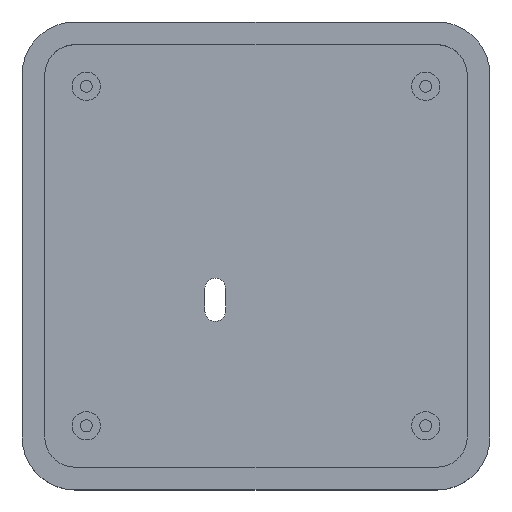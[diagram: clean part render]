
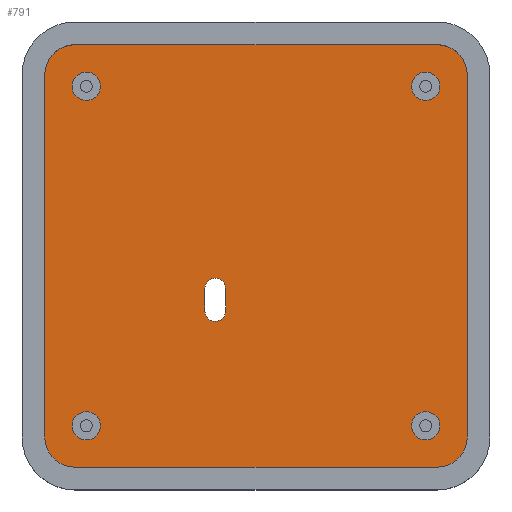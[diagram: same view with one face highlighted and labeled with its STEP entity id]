
A CAD part, top view. The second image highlights one B-rep face of the part: STEP entity #791.
In plain terms, the highlighted planar face has unit normal (0, 0, 1).
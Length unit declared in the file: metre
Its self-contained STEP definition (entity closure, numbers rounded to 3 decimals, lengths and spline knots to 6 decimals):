
#50=CIRCLE('',#870,0.001365);
#51=CIRCLE('',#871,0.001365);
#52=CIRCLE('',#872,0.004);
#53=CIRCLE('',#873,0.004);
#54=CIRCLE('',#874,0.004);
#55=CIRCLE('',#875,0.004);
#56=CIRCLE('',#876,0.001875);
#57=CIRCLE('',#877,0.001875);
#58=CIRCLE('',#878,0.001875);
#59=CIRCLE('',#879,0.001875);
#146=ORIENTED_EDGE('',*,*,#346,.T.);
#147=ORIENTED_EDGE('',*,*,#347,.T.);
#148=ORIENTED_EDGE('',*,*,#348,.T.);
#149=ORIENTED_EDGE('',*,*,#349,.T.);
#150=ORIENTED_EDGE('',*,*,#350,.T.);
#151=ORIENTED_EDGE('',*,*,#310,.F.);
#152=ORIENTED_EDGE('',*,*,#351,.T.);
#153=ORIENTED_EDGE('',*,*,#352,.F.);
#154=ORIENTED_EDGE('',*,*,#353,.T.);
#155=ORIENTED_EDGE('',*,*,#354,.T.);
#156=ORIENTED_EDGE('',*,*,#355,.T.);
#157=ORIENTED_EDGE('',*,*,#356,.T.);
#158=ORIENTED_EDGE('',*,*,#357,.F.);
#159=ORIENTED_EDGE('',*,*,#358,.F.);
#160=ORIENTED_EDGE('',*,*,#359,.F.);
#161=ORIENTED_EDGE('',*,*,#360,.F.);
#310=EDGE_CURVE('',#418,#419,#492,.T.);
#346=EDGE_CURVE('',#446,#447,#516,.F.);
#347=EDGE_CURVE('',#447,#448,#50,.F.);
#348=EDGE_CURVE('',#448,#449,#517,.T.);
#349=EDGE_CURVE('',#449,#446,#51,.F.);
#350=EDGE_CURVE('',#450,#419,#52,.T.);
#351=EDGE_CURVE('',#418,#451,#53,.T.);
#352=EDGE_CURVE('',#452,#451,#518,.T.);
#353=EDGE_CURVE('',#452,#453,#54,.T.);
#354=EDGE_CURVE('',#453,#454,#519,.T.);
#355=EDGE_CURVE('',#454,#455,#55,.T.);
#356=EDGE_CURVE('',#455,#450,#520,.T.);
#357=EDGE_CURVE('',#456,#456,#56,.T.);
#358=EDGE_CURVE('',#457,#457,#57,.T.);
#359=EDGE_CURVE('',#458,#458,#58,.T.);
#360=EDGE_CURVE('',#459,#459,#59,.T.);
#418=VERTEX_POINT('',#1228);
#419=VERTEX_POINT('',#1229);
#446=VERTEX_POINT('',#1301);
#447=VERTEX_POINT('',#1302);
#448=VERTEX_POINT('',#1304);
#449=VERTEX_POINT('',#1306);
#450=VERTEX_POINT('',#1309);
#451=VERTEX_POINT('',#1311);
#452=VERTEX_POINT('',#1313);
#453=VERTEX_POINT('',#1315);
#454=VERTEX_POINT('',#1317);
#455=VERTEX_POINT('',#1319);
#456=VERTEX_POINT('',#1322);
#457=VERTEX_POINT('',#1324);
#458=VERTEX_POINT('',#1326);
#459=VERTEX_POINT('',#1328);
#492=LINE('',#1227,#554);
#516=LINE('',#1300,#578);
#517=LINE('',#1305,#579);
#518=LINE('',#1312,#580);
#519=LINE('',#1316,#581);
#520=LINE('',#1320,#582);
#554=VECTOR('',#962,1.);
#578=VECTOR('',#1028,1.);
#579=VECTOR('',#1031,1.);
#580=VECTOR('',#1038,1.);
#581=VECTOR('',#1041,1.);
#582=VECTOR('',#1044,1.);
#621=EDGE_LOOP('',(#146,#147,#148,#149));
#622=EDGE_LOOP('',(#150,#151,#152,#153,#154,#155,#156,#157));
#623=EDGE_LOOP('',(#158));
#624=EDGE_LOOP('',(#159));
#625=EDGE_LOOP('',(#160));
#626=EDGE_LOOP('',(#161));
#695=FACE_BOUND('',#621,.T.);
#696=FACE_BOUND('',#622,.T.);
#697=FACE_BOUND('',#623,.T.);
#698=FACE_BOUND('',#624,.T.);
#699=FACE_BOUND('',#625,.T.);
#700=FACE_BOUND('',#626,.T.);
#760=PLANE('',#869);
#791=ADVANCED_FACE('',(#695,#696,#697,#698,#699,#700),#760,.T.);
#869=AXIS2_PLACEMENT_3D('',#1299,#1026,#1027);
#870=AXIS2_PLACEMENT_3D('',#1303,#1029,#1030);
#871=AXIS2_PLACEMENT_3D('',#1307,#1032,#1033);
#872=AXIS2_PLACEMENT_3D('',#1308,#1034,#1035);
#873=AXIS2_PLACEMENT_3D('',#1310,#1036,#1037);
#874=AXIS2_PLACEMENT_3D('',#1314,#1039,#1040);
#875=AXIS2_PLACEMENT_3D('',#1318,#1042,#1043);
#876=AXIS2_PLACEMENT_3D('',#1321,#1045,#1046);
#877=AXIS2_PLACEMENT_3D('',#1323,#1047,#1048);
#878=AXIS2_PLACEMENT_3D('',#1325,#1049,#1050);
#879=AXIS2_PLACEMENT_3D('',#1327,#1051,#1052);
#962=DIRECTION('',(-1.,0.,0.));
#1026=DIRECTION('',(0.,0.,1.));
#1027=DIRECTION('',(1.,0.,0.));
#1028=DIRECTION('',(0.,1.,0.));
#1029=DIRECTION('',(0.,0.,1.));
#1030=DIRECTION('',(1.,0.,0.));
#1031=DIRECTION('',(0.,1.,0.));
#1032=DIRECTION('',(0.,0.,1.));
#1033=DIRECTION('',(1.,0.,0.));
#1034=DIRECTION('',(0.,0.,1.));
#1035=DIRECTION('',(1.,0.,0.));
#1036=DIRECTION('',(0.,0.,1.));
#1037=DIRECTION('',(1.,0.,0.));
#1038=DIRECTION('',(0.,-1.,0.));
#1039=DIRECTION('',(0.,0.,1.));
#1040=DIRECTION('',(1.,0.,0.));
#1041=DIRECTION('',(-1.,0.,0.));
#1042=DIRECTION('',(0.,0.,1.));
#1043=DIRECTION('',(1.,0.,0.));
#1044=DIRECTION('',(0.,-1.,0.));
#1045=DIRECTION('',(0.,0.,1.));
#1046=DIRECTION('',(1.,0.,0.));
#1047=DIRECTION('',(0.,0.,1.));
#1048=DIRECTION('',(1.,0.,0.));
#1049=DIRECTION('',(0.,0.,1.));
#1050=DIRECTION('',(1.,0.,0.));
#1051=DIRECTION('',(0.,0.,1.));
#1052=DIRECTION('',(1.,0.,0.));
#1227=CARTESIAN_POINT('',(0.,-0.028,0.));
#1228=CARTESIAN_POINT('',(0.024,-0.028,0.));
#1229=CARTESIAN_POINT('',(-0.024,-0.028,0.));
#1299=CARTESIAN_POINT('',(0.,0.,0.));
#1300=CARTESIAN_POINT('',(-0.004035,0.,0.));
#1301=CARTESIAN_POINT('',(-0.004035,-0.0043,0.));
#1302=CARTESIAN_POINT('',(-0.004035,-0.0073,0.));
#1303=CARTESIAN_POINT('',(-0.0054,-0.0073,0.));
#1304=CARTESIAN_POINT('',(-0.006765,-0.0073,0.));
#1305=CARTESIAN_POINT('',(-0.006765,0.,0.));
#1306=CARTESIAN_POINT('',(-0.006765,-0.0043,0.));
#1307=CARTESIAN_POINT('',(-0.0054,-0.0043,0.));
#1308=CARTESIAN_POINT('',(-0.024,-0.024,0.));
#1309=CARTESIAN_POINT('',(-0.028,-0.024,0.));
#1310=CARTESIAN_POINT('',(0.024,-0.024,0.));
#1311=CARTESIAN_POINT('',(0.028,-0.024,0.));
#1312=CARTESIAN_POINT('',(0.028,0.,0.));
#1313=CARTESIAN_POINT('',(0.028,0.024,0.));
#1314=CARTESIAN_POINT('',(0.024,0.024,0.));
#1315=CARTESIAN_POINT('',(0.024,0.028,0.));
#1316=CARTESIAN_POINT('',(0.,0.028,0.));
#1317=CARTESIAN_POINT('',(-0.024,0.028,0.));
#1318=CARTESIAN_POINT('',(-0.024,0.024,0.));
#1319=CARTESIAN_POINT('',(-0.028,0.024,0.));
#1320=CARTESIAN_POINT('',(-0.028,0.,0.));
#1321=CARTESIAN_POINT('',(0.0225,-0.0225,0.));
#1322=CARTESIAN_POINT('',(0.024375,-0.0225,0.));
#1323=CARTESIAN_POINT('',(-0.0225,-0.0225,0.));
#1324=CARTESIAN_POINT('',(-0.020625,-0.0225,0.));
#1325=CARTESIAN_POINT('',(0.0225,0.0225,0.));
#1326=CARTESIAN_POINT('',(0.024375,0.0225,0.));
#1327=CARTESIAN_POINT('',(-0.0225,0.0225,0.));
#1328=CARTESIAN_POINT('',(-0.020625,0.0225,0.));
